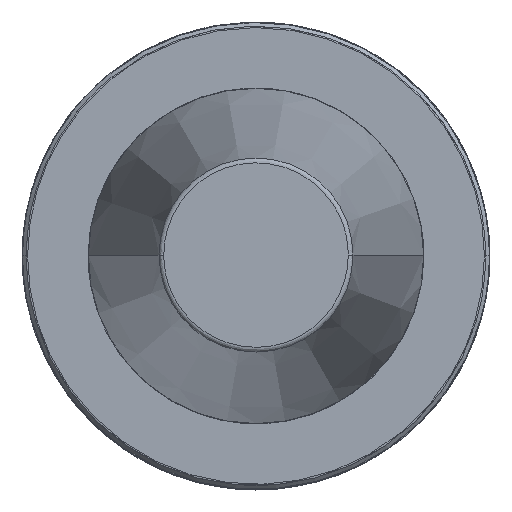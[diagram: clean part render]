
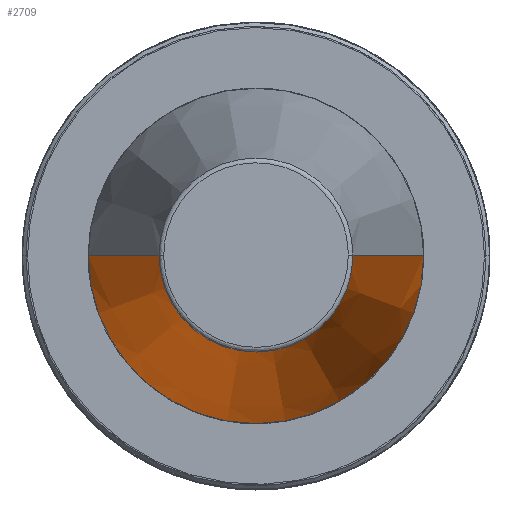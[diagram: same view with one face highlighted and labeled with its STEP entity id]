
A CAD part, top view. The second image highlights one B-rep face of the part: STEP entity #2709.
In plain terms, the highlighted conical face has half-angle 8.297 degrees and reference radius 34.925 mm.
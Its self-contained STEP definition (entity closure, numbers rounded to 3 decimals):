
#117 = DIRECTION ( 'NONE',  ( 0., 0., -1. ) ) ;
#276 = CONICAL_SURFACE ( 'NONE', #2590, 34.925, 0.145 ) ;
#294 = EDGE_CURVE ( 'NONE', #3259, #1442, #1275, .T. ) ;
#373 = FACE_OUTER_BOUND ( 'NONE', #1603, .T. ) ;
#426 = EDGE_CURVE ( 'NONE', #1794, #1442, #1214, .T. ) ;
#450 = ORIENTED_EDGE ( 'NONE', *, *, #2349, .T. ) ;
#713 = CARTESIAN_POINT ( 'NONE',  ( 34.925, 0., 0. ) ) ;
#722 = VERTEX_POINT ( 'NONE', #1478 ) ;
#911 = VECTOR ( 'NONE', #2013, 1000. ) ;
#1041 = CARTESIAN_POINT ( 'NONE',  ( -34.925, 0., 0. ) ) ;
#1043 = DIRECTION ( 'NONE',  ( 0., 0., 1. ) ) ;
#1181 = AXIS2_PLACEMENT_3D ( 'NONE', #2027, #117, #2344 ) ;
#1214 = LINE ( 'NONE', #2997, #3511 ) ;
#1275 = CIRCLE ( 'NONE', #4046, 34.925 ) ;
#1285 = DIRECTION ( 'NONE',  ( -1., 0., 0. ) ) ;
#1389 = ORIENTED_EDGE ( 'NONE', *, *, #426, .F. ) ;
#1442 = VERTEX_POINT ( 'NONE', #713 ) ;
#1478 = CARTESIAN_POINT ( 'NONE',  ( -20.211, 0., 100.894 ) ) ;
#1603 = EDGE_LOOP ( 'NONE', ( #1389, #450, #2563, #2103 ) ) ;
#1631 = CARTESIAN_POINT ( 'NONE',  ( 20.211, 0., 100.894 ) ) ;
#1794 = VERTEX_POINT ( 'NONE', #1631 ) ;
#2013 = DIRECTION ( 'NONE',  ( -0.144, 0., -0.99 ) ) ;
#2020 = CIRCLE ( 'NONE', #1181, 20.211 ) ;
#2027 = CARTESIAN_POINT ( 'NONE',  ( 0., 0., 100.894 ) ) ;
#2103 = ORIENTED_EDGE ( 'NONE', *, *, #294, .T. ) ;
#2247 = DIRECTION ( 'NONE',  ( 0., 0., -1. ) ) ;
#2344 = DIRECTION ( 'NONE',  ( -1., 0., 0. ) ) ;
#2349 = EDGE_CURVE ( 'NONE', #1794, #722, #2020, .T. ) ;
#2406 = LINE ( 'NONE', #1041, #911 ) ;
#2563 = ORIENTED_EDGE ( 'NONE', *, *, #2858, .T. ) ;
#2590 = AXIS2_PLACEMENT_3D ( 'NONE', #3506, #2247, #1285 ) ;
#2679 = DIRECTION ( 'NONE',  ( 0.144, 0., -0.99 ) ) ;
#2709 = ADVANCED_FACE ( 'NONE', ( #373 ), #276, .T. ) ;
#2834 = CARTESIAN_POINT ( 'NONE',  ( -34.925, 0., 0. ) ) ;
#2858 = EDGE_CURVE ( 'NONE', #722, #3259, #2406, .T. ) ;
#2971 = CARTESIAN_POINT ( 'NONE',  ( 0., 0., 0. ) ) ;
#2997 = CARTESIAN_POINT ( 'NONE',  ( 34.925, 0., 0. ) ) ;
#3259 = VERTEX_POINT ( 'NONE', #2834 ) ;
#3282 = DIRECTION ( 'NONE',  ( -1., 0., 0. ) ) ;
#3506 = CARTESIAN_POINT ( 'NONE',  ( 0., 0., 0. ) ) ;
#3511 = VECTOR ( 'NONE', #2679, 1000. ) ;
#4046 = AXIS2_PLACEMENT_3D ( 'NONE', #2971, #1043, #3282 ) ;
